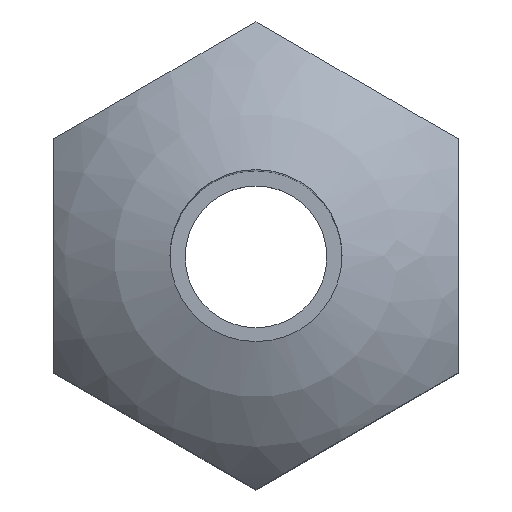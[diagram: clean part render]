
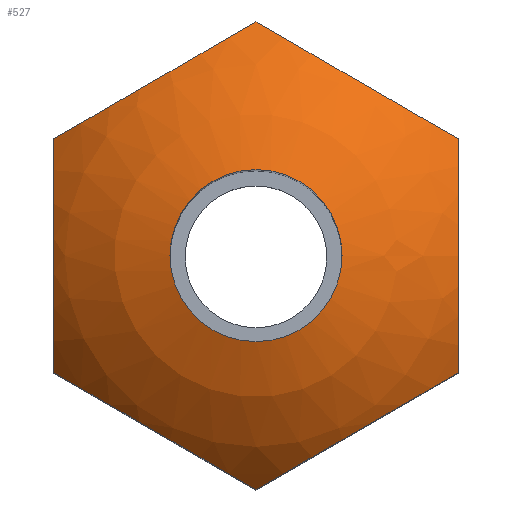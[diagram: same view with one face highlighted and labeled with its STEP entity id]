
A CAD part, top view. The second image highlights one B-rep face of the part: STEP entity #527.
In plain terms, the highlighted spherical face has radius 3 mm.
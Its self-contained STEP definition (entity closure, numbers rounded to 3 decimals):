
#3 = AXIS2_PLACEMENT_3D ( 'NONE', #103, #366, #367 ) ;
#5 = EDGE_CURVE ( 'NONE', #104, #547, #133, .T. ) ;
#14 = EDGE_CURVE ( 'NONE', #364, #111, #222, .T. ) ;
#16 = EDGE_CURVE ( 'NONE', #548, #364, #251, .T. ) ;
#19 = EDGE_CURVE ( 'NONE', #117, #548, #227, .T. ) ;
#22 = EDGE_CURVE ( 'NONE', #115, #117, #155, .T. ) ;
#23 = EDGE_CURVE ( 'NONE', #112, #115, #264, .T. ) ;
#26 = EDGE_CURVE ( 'NONE', #111, #112, #268, .T. ) ;
#44 = AXIS2_PLACEMENT_3D ( 'NONE', #352, #354, #355 ) ;
#45 = AXIS2_PLACEMENT_3D ( 'NONE', #619, #344, #345 ) ;
#54 = AXIS2_PLACEMENT_3D ( 'NONE', #413, #602, #603 ) ;
#56 = AXIS2_PLACEMENT_3D ( 'NONE', #607, #608, #609 ) ;
#64 = EDGE_CURVE ( 'NONE', #547, #104, #300, .T. ) ;
#68 = AXIS2_PLACEMENT_3D ( 'NONE', #592, #421, #422 ) ;
#71 = AXIS2_PLACEMENT_3D ( 'NONE', #616, #346, #347 ) ;
#72 = AXIS2_PLACEMENT_3D ( 'NONE', #612, #614, #615 ) ;
#75 = AXIS2_PLACEMENT_3D ( 'NONE', #493, #492, #494 ) ;
#103 = CARTESIAN_POINT ( 'NONE',  ( 0., 0., 6.436 ) ) ;
#104 = VERTEX_POINT ( 'NONE', #420 ) ;
#111 = VERTEX_POINT ( 'NONE', #589 ) ;
#112 = VERTEX_POINT ( 'NONE', #435 ) ;
#115 = VERTEX_POINT ( 'NONE', #438 ) ;
#117 = VERTEX_POINT ( 'NONE', #423 ) ;
#122 = ORIENTED_EDGE ( 'NONE', *, *, #26, .T. ) ;
#127 = ORIENTED_EDGE ( 'NONE', *, *, #22, .T. ) ;
#133 = CIRCLE ( 'NONE', #3, 0.85 ) ;
#155 = CIRCLE ( 'NONE', #45, 2.236 ) ;
#180 = EDGE_LOOP ( 'NONE', ( #206, #122, #231, #127, #236, #237 ) ) ;
#198 = EDGE_LOOP ( 'NONE', ( #209, #210 ) ) ;
#206 = ORIENTED_EDGE ( 'NONE', *, *, #14, .T. ) ;
#209 = ORIENTED_EDGE ( 'NONE', *, *, #5, .T. ) ;
#210 = ORIENTED_EDGE ( 'NONE', *, *, #64, .T. ) ;
#222 = CIRCLE ( 'NONE', #54, 2.236 ) ;
#227 = CIRCLE ( 'NONE', #72, 2.236 ) ;
#231 = ORIENTED_EDGE ( 'NONE', *, *, #23, .T. ) ;
#236 = ORIENTED_EDGE ( 'NONE', *, *, #19, .T. ) ;
#237 = ORIENTED_EDGE ( 'NONE', *, *, #16, .T. ) ;
#251 = CIRCLE ( 'NONE', #56, 2.236 ) ;
#264 = CIRCLE ( 'NONE', #71, 2.236 ) ;
#268 = CIRCLE ( 'NONE', #44, 2.236 ) ;
#300 = CIRCLE ( 'NONE', #68, 0.85 ) ;
#322 = FACE_BOUND ( 'NONE', #198, .T. ) ;
#324 = FACE_OUTER_BOUND ( 'NONE', #180, .T. ) ;
#326 = SPHERICAL_SURFACE ( 'NONE', #75, 3. ) ;
#344 = DIRECTION ( 'NONE',  ( 0.5, -0.866, 0. ) ) ;
#345 = DIRECTION ( 'NONE',  ( 0.866, 0.5, 0. ) ) ;
#346 = DIRECTION ( 'NONE',  ( -0.5, -0.866, 0. ) ) ;
#347 = DIRECTION ( 'NONE',  ( 0.866, -0.5, 0. ) ) ;
#352 = CARTESIAN_POINT ( 'NONE',  ( 2., 0., 3.559 ) ) ;
#354 = DIRECTION ( 'NONE',  ( -1., 0., 0. ) ) ;
#355 = DIRECTION ( 'NONE',  ( 0., 0., 1. ) ) ;
#364 = VERTEX_POINT ( 'NONE', #448 ) ;
#366 = DIRECTION ( 'NONE',  ( 0., 0., -1. ) ) ;
#367 = DIRECTION ( 'NONE',  ( -1., 0., 0. ) ) ;
#413 = CARTESIAN_POINT ( 'NONE',  ( 1., -1.732, 3.559 ) ) ;
#420 = CARTESIAN_POINT ( 'NONE',  ( -0.85, 0., 6.436 ) ) ;
#421 = DIRECTION ( 'NONE',  ( 0., 0., -1. ) ) ;
#422 = DIRECTION ( 'NONE',  ( -1., 0., 0. ) ) ;
#423 = CARTESIAN_POINT ( 'NONE',  ( -2., 1.155, 5.474 ) ) ;
#435 = CARTESIAN_POINT ( 'NONE',  ( 2., 1.155, 5.474 ) ) ;
#438 = CARTESIAN_POINT ( 'NONE',  ( 0., 2.309, 5.474 ) ) ;
#448 = CARTESIAN_POINT ( 'NONE',  ( 0., -2.309, 5.474 ) ) ;
#492 = DIRECTION ( 'NONE',  ( 0., 0., -1. ) ) ;
#493 = CARTESIAN_POINT ( 'NONE',  ( 0., 0., 3.559 ) ) ;
#494 = DIRECTION ( 'NONE',  ( 1., 0., 0. ) ) ;
#527 = ADVANCED_FACE ( 'NONE', ( #322, #324 ), #326, .T. ) ;
#547 = VERTEX_POINT ( 'NONE', #564 ) ;
#548 = VERTEX_POINT ( 'NONE', #565 ) ;
#564 = CARTESIAN_POINT ( 'NONE',  ( 0.85, 0., 6.436 ) ) ;
#565 = CARTESIAN_POINT ( 'NONE',  ( -2., -1.155, 5.474 ) ) ;
#589 = CARTESIAN_POINT ( 'NONE',  ( 2., -1.155, 5.474 ) ) ;
#592 = CARTESIAN_POINT ( 'NONE',  ( 0., 0., 6.436 ) ) ;
#602 = DIRECTION ( 'NONE',  ( -0.5, 0.866, 0. ) ) ;
#603 = DIRECTION ( 'NONE',  ( -0.866, -0.5, 0. ) ) ;
#607 = CARTESIAN_POINT ( 'NONE',  ( -1., -1.732, 3.559 ) ) ;
#608 = DIRECTION ( 'NONE',  ( 0.5, 0.866, 0. ) ) ;
#609 = DIRECTION ( 'NONE',  ( -0.866, 0.5, 0. ) ) ;
#612 = CARTESIAN_POINT ( 'NONE',  ( -2., 0., 3.559 ) ) ;
#614 = DIRECTION ( 'NONE',  ( 1., 0., 0. ) ) ;
#615 = DIRECTION ( 'NONE',  ( 0., 0., -1. ) ) ;
#616 = CARTESIAN_POINT ( 'NONE',  ( 1., 1.732, 3.559 ) ) ;
#619 = CARTESIAN_POINT ( 'NONE',  ( -1., 1.732, 3.559 ) ) ;
